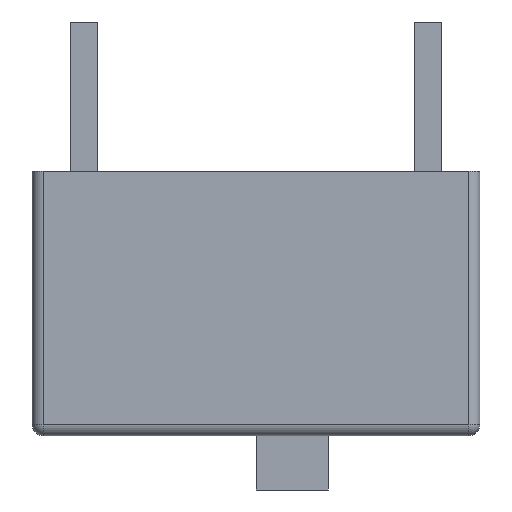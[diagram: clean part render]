
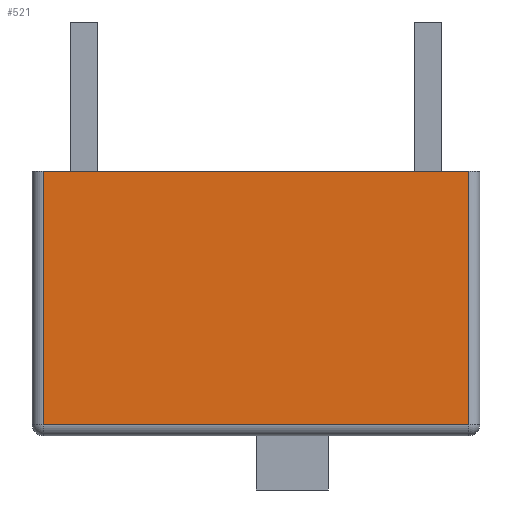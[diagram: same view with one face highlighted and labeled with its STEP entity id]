
A CAD part, left-side view. The second image highlights one B-rep face of the part: STEP entity #521.
In plain terms, the highlighted planar face has unit normal (-1, 0, 0).
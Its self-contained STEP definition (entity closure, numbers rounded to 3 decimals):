
#39 = EDGE_LOOP ( 'NONE', ( #193, #302, #1786, #795 ) ) ;
#47 = CARTESIAN_POINT ( 'NONE',  ( -3.22, 4.95, 0.25 ) ) ;
#60 = VECTOR ( 'NONE', #1654, 1000. ) ;
#193 = ORIENTED_EDGE ( 'NONE', *, *, #1696, .F. ) ;
#253 = DIRECTION ( 'NONE',  ( 0., -1., 0. ) ) ;
#271 = CARTESIAN_POINT ( 'NONE',  ( -3.22, -4.7, 5.85 ) ) ;
#302 = ORIENTED_EDGE ( 'NONE', *, *, #565, .T. ) ;
#346 = EDGE_CURVE ( 'NONE', #829, #1689, #427, .T. ) ;
#371 = PLANE ( 'NONE',  #1784 ) ;
#427 = LINE ( 'NONE', #47, #60 ) ;
#487 = LINE ( 'NONE', #530, #787 ) ;
#498 = DIRECTION ( 'NONE',  ( 1., 0., 0. ) ) ;
#521 = ADVANCED_FACE ( 'NONE', ( #666 ), #371, .F. ) ;
#530 = CARTESIAN_POINT ( 'NONE',  ( -3.22, 4.7, 5.85 ) ) ;
#565 = EDGE_CURVE ( 'NONE', #952, #829, #487, .T. ) ;
#666 = FACE_OUTER_BOUND ( 'NONE', #39, .T. ) ;
#787 = VECTOR ( 'NONE', #1721, 1000. ) ;
#795 = ORIENTED_EDGE ( 'NONE', *, *, #1080, .T. ) ;
#829 = VERTEX_POINT ( 'NONE', #1309 ) ;
#843 = VECTOR ( 'NONE', #253, 1000. ) ;
#952 = VERTEX_POINT ( 'NONE', #1441 ) ;
#1063 = VECTOR ( 'NONE', #1490, 1000. ) ;
#1080 = EDGE_CURVE ( 'NONE', #1689, #1215, #1364, .T. ) ;
#1215 = VERTEX_POINT ( 'NONE', #271 ) ;
#1242 = DIRECTION ( 'NONE',  ( 0., 1., 0. ) ) ;
#1271 = CARTESIAN_POINT ( 'NONE',  ( -3.22, 4.95, 5.85 ) ) ;
#1283 = CARTESIAN_POINT ( 'NONE',  ( -3.22, -4.7, 0.25 ) ) ;
#1295 = LINE ( 'NONE', #1271, #843 ) ;
#1309 = CARTESIAN_POINT ( 'NONE',  ( -3.22, 4.7, 0.25 ) ) ;
#1364 = LINE ( 'NONE', #1794, #1063 ) ;
#1401 = CARTESIAN_POINT ( 'NONE',  ( -3.22, 4.95, 5.85 ) ) ;
#1441 = CARTESIAN_POINT ( 'NONE',  ( -3.22, 4.7, 5.85 ) ) ;
#1490 = DIRECTION ( 'NONE',  ( 0., 0., 1. ) ) ;
#1654 = DIRECTION ( 'NONE',  ( 0., -1., 0. ) ) ;
#1689 = VERTEX_POINT ( 'NONE', #1283 ) ;
#1696 = EDGE_CURVE ( 'NONE', #952, #1215, #1295, .T. ) ;
#1721 = DIRECTION ( 'NONE',  ( 0., 0., -1. ) ) ;
#1784 = AXIS2_PLACEMENT_3D ( 'NONE', #1401, #498, #1242 ) ;
#1786 = ORIENTED_EDGE ( 'NONE', *, *, #346, .T. ) ;
#1794 = CARTESIAN_POINT ( 'NONE',  ( -3.22, -4.7, 5.85 ) ) ;
